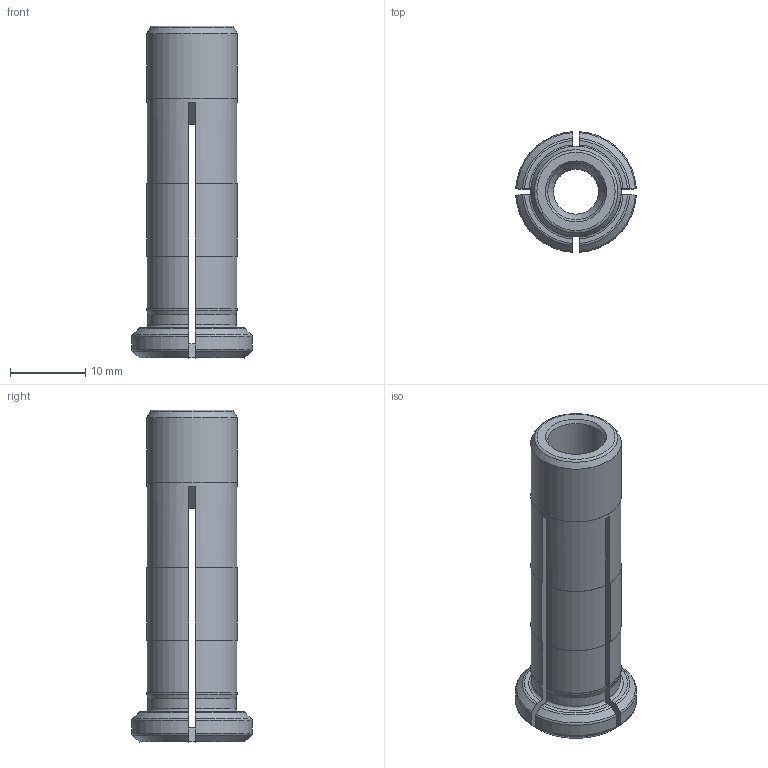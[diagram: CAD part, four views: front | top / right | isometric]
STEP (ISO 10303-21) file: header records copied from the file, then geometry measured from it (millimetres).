
FILE_DESCRIPTION(/* description */ (''),/* implementation_level */ '2;1');
FILE_NAME(/* name */ '191206000.stp',/* time_stamp */ '2021-09-17T10:44:05',/* author */ ('LRA'),/* organization */ ('REGO-FIX'),/* preprocessor_version */ ' Unknown',/* originating_system */ 'SIEMENS PLM Software Solid Edge ST10',/* authorization */ 'Unknown');
FILE_SCHEMA (('AUTOMOTIVE_DESIGN { 1 0 10303 214 2 1 1}'));
Length unit declared in the file: millimetre
Products named in the file (1): NOCUT
Bounding box: 15.98 x 15.98 x 44 mm (x, y, z)
Volume: 3551 mm3; surface area: 3438.8 mm2
Topology: 1 solids, 1 shells, 97 faces, 293 edges, 194 vertices
Faces by surface type: plane 35, cylinder 24, torus 23, cone 15
Full cylindrical faces by diameter (mm): 6 x1, 7.5 x1, 11.954 x1, 12 x1
Entity records: 3876 total; most frequent: CARTESIAN_POINT 757, ORIENTED_EDGE 552, DIRECTION 510, EDGE_CURVE 276, AXIS2_PLACEMENT_3D 197, VERTEX_POINT 188, LINE 116, VECTOR 116
